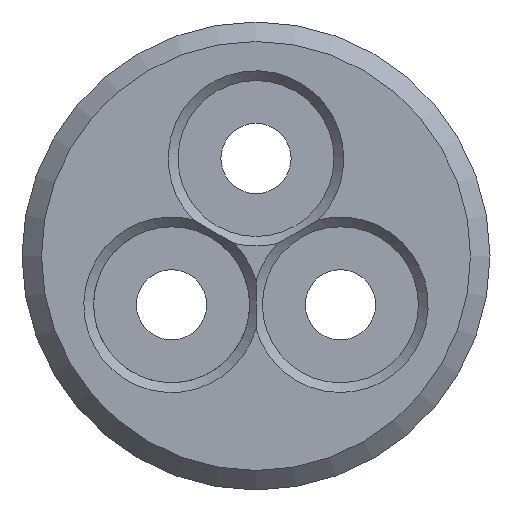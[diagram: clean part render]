
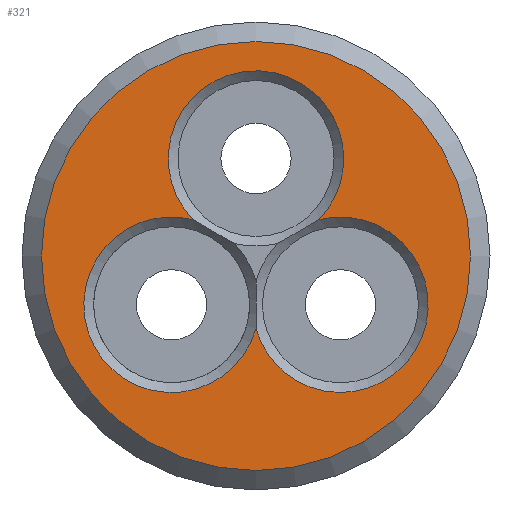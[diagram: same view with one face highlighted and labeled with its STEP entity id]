
A CAD part, front view. The second image highlights one B-rep face of the part: STEP entity #321.
In plain terms, the highlighted planar face has unit normal (0, -1, 0).
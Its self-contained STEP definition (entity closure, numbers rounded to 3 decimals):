
#61=ORIENTED_EDGE('',*,*,#125,.T.);
#62=ORIENTED_EDGE('',*,*,#126,.T.);
#63=ORIENTED_EDGE('',*,*,#127,.T.);
#64=ORIENTED_EDGE('',*,*,#128,.T.);
#65=ORIENTED_EDGE('',*,*,#129,.T.);
#66=ORIENTED_EDGE('',*,*,#130,.T.);
#67=ORIENTED_EDGE('',*,*,#131,.T.);
#125=EDGE_CURVE('',#159,#160,#190,.T.);
#126=EDGE_CURVE('',#160,#161,#191,.T.);
#127=EDGE_CURVE('',#161,#162,#192,.T.);
#128=EDGE_CURVE('',#162,#163,#193,.T.);
#129=EDGE_CURVE('',#163,#164,#194,.T.);
#130=EDGE_CURVE('',#164,#159,#195,.T.);
#131=EDGE_CURVE('',#165,#165,#196,.F.);
#159=VERTEX_POINT('',#559);
#160=VERTEX_POINT('',#560);
#161=VERTEX_POINT('',#562);
#162=VERTEX_POINT('',#564);
#163=VERTEX_POINT('',#566);
#164=VERTEX_POINT('',#568);
#165=VERTEX_POINT('',#571);
#190=CIRCLE('',#374,2.25);
#191=CIRCLE('',#375,2.25);
#192=CIRCLE('',#376,2.25);
#193=CIRCLE('',#377,2.25);
#194=CIRCLE('',#378,2.25);
#195=CIRCLE('',#379,2.25);
#196=CIRCLE('',#380,5.5);
#223=EDGE_LOOP('',(#61,#62,#63,#64,#65,#66));
#224=EDGE_LOOP('',(#67));
#272=FACE_BOUND('',#223,.T.);
#273=FACE_BOUND('',#224,.T.);
#309=PLANE('',#373);
#321=ADVANCED_FACE('',(#272,#273),#309,.F.);
#373=AXIS2_PLACEMENT_3D('',#557,#452,#453);
#374=AXIS2_PLACEMENT_3D('',#558,#454,#455);
#375=AXIS2_PLACEMENT_3D('',#561,#456,#457);
#376=AXIS2_PLACEMENT_3D('',#563,#458,#459);
#377=AXIS2_PLACEMENT_3D('',#565,#460,#461);
#378=AXIS2_PLACEMENT_3D('',#567,#462,#463);
#379=AXIS2_PLACEMENT_3D('',#569,#464,#465);
#380=AXIS2_PLACEMENT_3D('',#570,#466,#467);
#452=DIRECTION('',(0.,1.,0.));
#453=DIRECTION('',(0.,0.,1.));
#454=DIRECTION('',(0.,1.,0.));
#455=DIRECTION('',(0.,0.,1.));
#456=DIRECTION('',(0.,1.,0.));
#457=DIRECTION('',(0.,0.,1.));
#458=DIRECTION('',(0.,1.,0.));
#459=DIRECTION('',(0.,0.,1.));
#460=DIRECTION('',(0.,1.,0.));
#461=DIRECTION('',(0.,0.,1.));
#462=DIRECTION('',(0.,1.,0.));
#463=DIRECTION('',(0.,0.,1.));
#464=DIRECTION('',(0.,1.,0.));
#465=DIRECTION('',(0.,0.,1.));
#466=DIRECTION('',(0.,1.,0.));
#467=DIRECTION('',(0.,0.,1.));
#557=CARTESIAN_POINT('',(14.5,31.245,58.25));
#558=CARTESIAN_POINT('',(16.665,31.245,57.));
#559=CARTESIAN_POINT('',(16.113,31.245,59.181));
#560=CARTESIAN_POINT('',(15.54,31.245,55.051));
#561=CARTESIAN_POINT('',(16.665,31.245,57.));
#562=CARTESIAN_POINT('',(14.5,31.245,56.387));
#563=CARTESIAN_POINT('',(12.335,31.245,57.));
#564=CARTESIAN_POINT('',(11.21,31.245,58.948));
#565=CARTESIAN_POINT('',(12.335,31.245,57.));
#566=CARTESIAN_POINT('',(12.887,31.245,59.181));
#567=CARTESIAN_POINT('',(14.5,31.245,60.75));
#568=CARTESIAN_POINT('',(16.75,31.245,60.75));
#569=CARTESIAN_POINT('',(14.5,31.245,60.75));
#570=CARTESIAN_POINT('',(14.5,31.245,58.25));
#571=CARTESIAN_POINT('',(14.5,31.245,63.75));
